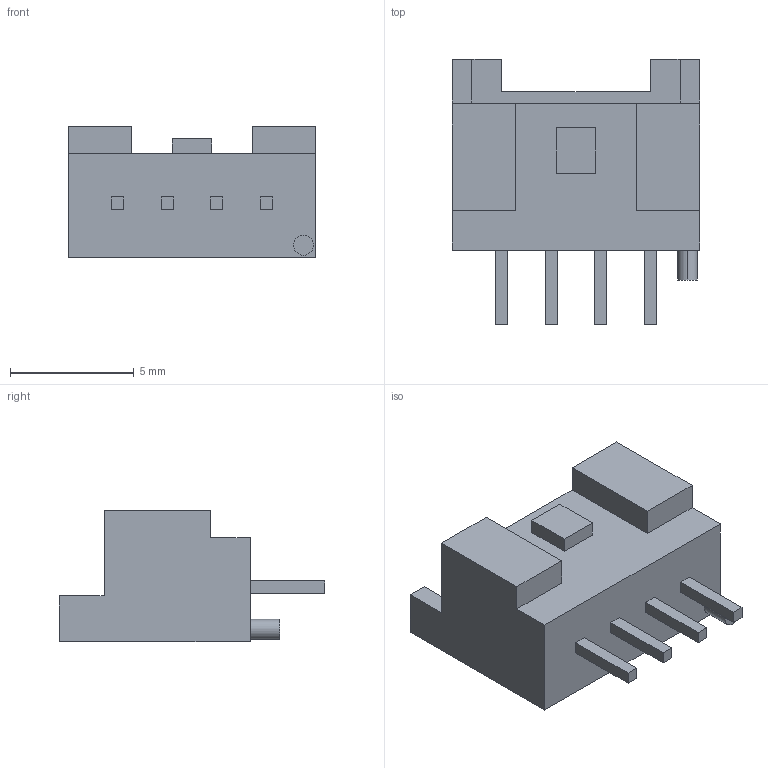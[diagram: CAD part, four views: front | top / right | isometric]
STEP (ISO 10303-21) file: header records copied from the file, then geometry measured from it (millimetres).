
FILE_DESCRIPTION (( 'STEP AP214' ), '1' );
FILE_NAME ('22AA637A-B131-4E87-9D3F-D6C5971F26F1.STEP', '2023-05-04T15:27:05', ( '' ), ( '' ), 'SwSTEP 2.0', 'SolidWorks 2022', '' );
FILE_SCHEMA (( 'AUTOMOTIVE_DESIGN' ));
Length unit declared in the file: millimetre
Products named in the file (1): 22AA637A-B131-4E87-9D3F-D6C5971F26F1
Bounding box: 10 x 10.7 x 5.3 mm (x, y, z)
Volume: 201 mm3; surface area: 460.2 mm2
Topology: 1 solids, 1 shells, 72 faces, 180 edges, 120 vertices
Faces by surface type: plane 70, cylinder 2
Entity records: 2934 total; most frequent: CARTESIAN_POINT 373, ORIENTED_EDGE 360, DIRECTION 330, EDGE_CURVE 180, LINE 176, VECTOR 176, VERTEX_POINT 120, EDGE_LOOP 82
